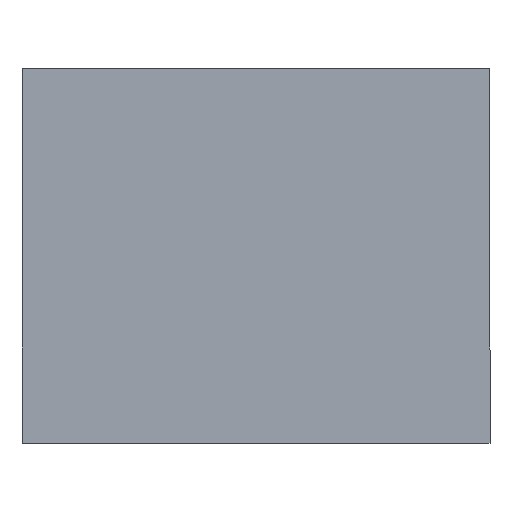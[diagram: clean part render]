
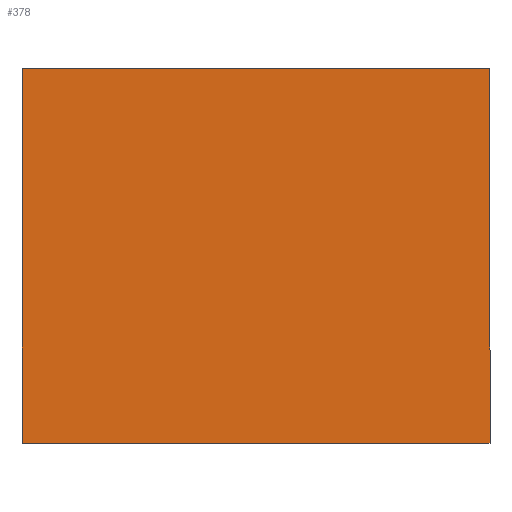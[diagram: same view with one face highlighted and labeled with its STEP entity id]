
A CAD part, top view. The second image highlights one B-rep face of the part: STEP entity #378.
In plain terms, the highlighted face is planar.
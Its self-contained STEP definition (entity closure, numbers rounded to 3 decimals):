
#88=ORIENTED_EDGE('',*,*,#157,.F.);
#89=ORIENTED_EDGE('',*,*,#158,.F.);
#90=ORIENTED_EDGE('',*,*,#159,.F.);
#91=ORIENTED_EDGE('',*,*,#160,.F.);
#157=EDGE_CURVE('',#194,#195,#237,.T.);
#158=EDGE_CURVE('',#196,#194,#238,.T.);
#159=EDGE_CURVE('',#197,#196,#239,.T.);
#160=EDGE_CURVE('',#195,#197,#240,.T.);
#194=VERTEX_POINT('',#619);
#195=VERTEX_POINT('',#620);
#196=VERTEX_POINT('',#622);
#197=VERTEX_POINT('',#624);
#237=LINE('',#618,#285);
#238=LINE('',#621,#286);
#239=LINE('',#623,#287);
#240=LINE('',#625,#288);
#285=VECTOR('',#514,1000.);
#286=VECTOR('',#515,1000.);
#287=VECTOR('',#516,1000.);
#288=VECTOR('',#517,1000.);
#312=EDGE_LOOP('',(#88,#89,#90,#91));
#334=FACE_BOUND('',#312,.T.);
#356=PLANE('',#434);
#378=ADVANCED_FACE('',(#334),#356,.F.);
#434=AXIS2_PLACEMENT_3D('',#617,#512,#513);
#512=DIRECTION('',(0.,0.,1.));
#513=DIRECTION('',(1.,0.,0.));
#514=DIRECTION('',(0.,-1.,0.));
#515=DIRECTION('',(-1.,0.,0.));
#516=DIRECTION('',(0.,1.,0.));
#517=DIRECTION('',(1.,0.,0.));
#617=CARTESIAN_POINT('',(0.,0.,0.));
#618=CARTESIAN_POINT('',(-1.25,1.,0.));
#619=CARTESIAN_POINT('',(-1.25,1.,0.));
#620=CARTESIAN_POINT('',(-1.25,-1.,0.));
#621=CARTESIAN_POINT('',(1.25,1.,0.));
#622=CARTESIAN_POINT('',(1.25,1.,0.));
#623=CARTESIAN_POINT('',(1.25,-1.,0.));
#624=CARTESIAN_POINT('',(1.25,-1.,0.));
#625=CARTESIAN_POINT('',(-1.25,-1.,0.));
